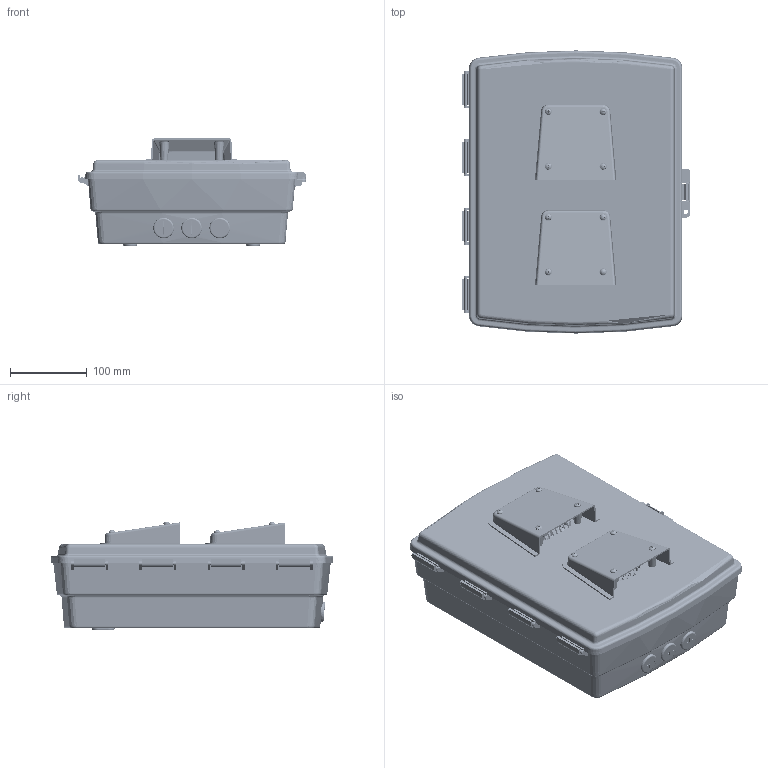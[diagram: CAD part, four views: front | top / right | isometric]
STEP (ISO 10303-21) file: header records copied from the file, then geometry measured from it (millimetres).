
FILE_DESCRIPTION (( 'STEP AP214' ), '1' );
FILE_NAME ('NBP141004-40FW_3D.step', '2025-10-23T15:24:56', ( '' ), ( '' ), 'SwSTEP 2.0', 'SolidWorks 2025', '' );
FILE_SCHEMA (( 'AUTOMOTIVE_DESIGN' ));
Length unit declared in the file: inch
Products named in the file (21): XFW-0026; 1AJ03-011; XFN-0027; NBP141004_ConduitGrommit; NBP141004-40FW_3D; HYP311; Fan Screen-All Wires-80x80 ALUM; 1AM07-078; NBP141004_LowerPlate; NBP141004_outletScrew; 1AJ02-053; NBP141004_Box; 1AJ02-056; Fan-80x80x25; 1AJ02-055; NBP141004_PanelScrew; NBP141004_Lid-Vented; 1AJ02-054; NBP141004_Velcro tape; NBP141004_400_Panel; XFN-0026
Assembly tree (45 placements, depth 2):
  NBP141004-40FW_3D
    NBP141004_Box
    NBP141004_Lid-Vented
    NBP141004_ConduitGrommit  x3
    NBP141004_LowerPlate
    NBP141004_400_Panel
    NBP141004_Velcro tape  x2
    Fan Screen-All Wires-80x80 ALUM  x2
    NBP141004_PanelScrew  x3
    NBP141004_outletScrew
    XFN-0026  x8
    HYP311
    XFW-0026
    XFN-0027
    1AM07-078  x2
    1AJ02-053  x2
    1AJ02-054  x2
    1AJ03-011  x8
    1AJ02-055  x2
    1AJ02-056  x2
    Fan-80x80x25
Bounding box: 297.1 x 369 x 140.72 mm (x, y, z)
Volume: 1201112.1 mm3; surface area: 924189.2 mm2
Topology: 232 solids, 232 shells, 5935 faces, 13916 edges, 8544 vertices
Faces by surface type: cylinder 2362, cone 1760, plane 1371, torus 234, bspline 160, sphere 48
Entity records: 126869 total; most frequent: CARTESIAN_POINT 42588, ORIENTED_EDGE 17278, DIRECTION 17170, EDGE_CURVE 8639, AXIS2_PLACEMENT_3D 6726, VERTEX_POINT 5370, EDGE_LOOP 4077, VECTOR 3718
